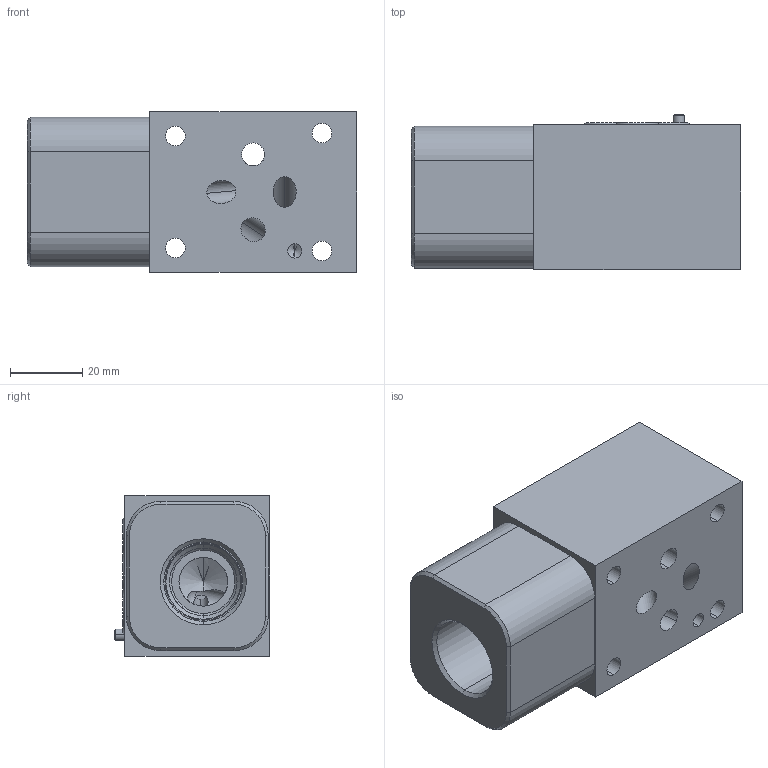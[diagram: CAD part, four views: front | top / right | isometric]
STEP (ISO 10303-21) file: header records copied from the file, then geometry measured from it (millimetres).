
FILE_DESCRIPTION((''),'2;1');
FILE_NAME('W9V_ASM','2019-08-21T',('ProEService'),(''),'PRO/ENGINEER BY PARAMETRIC TECHNOLOGY CORPORATION, 2014200','PRO/ENGINEER BY PARAMETRIC TECHNOLOGY CORPORATION, 2014200','');
FILE_SCHEMA(('CONFIG_CONTROL_DESIGN'));
Length unit declared in the file: inch
Products named in the file (6): 157-074-001; 340-003; 500-001-012; 811-001-006; 850-004-218; W9V_ASM
Assembly tree (8 placements, depth 2):
  W9V_ASM
    157-074-001
    340-003
    500-001-012  x4
    811-001-006
    850-004-218
Bounding box: 90.93 x 42.93 x 44.45 mm (x, y, z)
Volume: 124143 mm3; surface area: 31042.2 mm2
Topology: 7 solids, 7 shells, 179 faces, 669 edges, 620 vertices
Faces by surface type: cylinder 65, plane 49, cone 37, revolution 16, sphere 12
Entity records: 8298 total; most frequent: CARTESIAN_POINT 2977, DIRECTION 1102, ORIENTED_EDGE 828, EDGE_CURVE 414, VECTOR 402, LINE 402, AXIS2_PLACEMENT_3D 348, VERTEX_POINT 264
